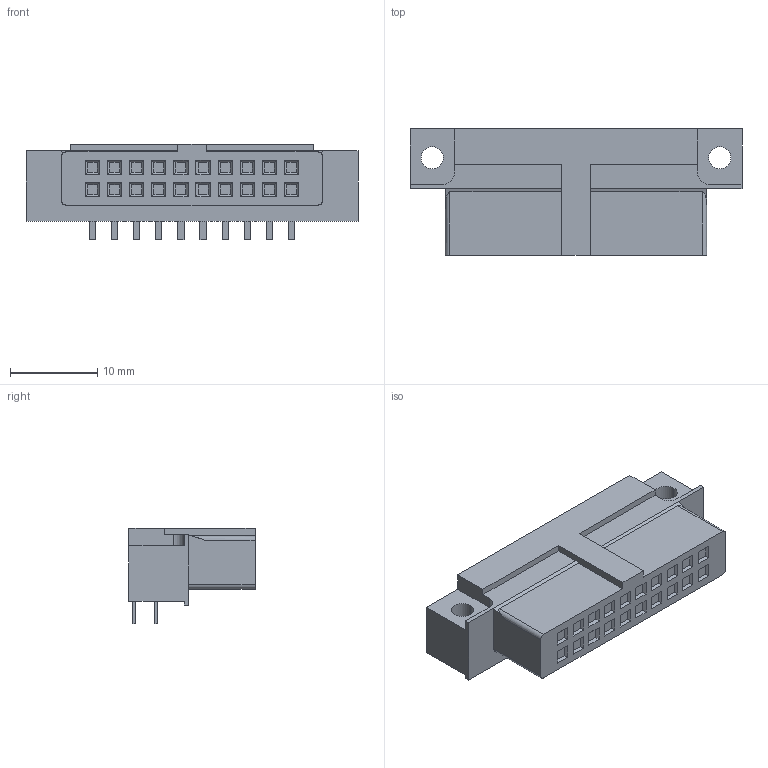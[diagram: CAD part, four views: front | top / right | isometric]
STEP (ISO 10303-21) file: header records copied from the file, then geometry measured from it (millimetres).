
FILE_DESCRIPTION(('FreeCAD Model'),'2;1');
FILE_NAME('3M-5120-B7A2XX.step', '2019-12-01T15:18:20',('kicad StepUp'),('ksu MCAD'), 'Open CASCADE STEP processor 7.3','FreeCAD','Unknown');
FILE_SCHEMA(('AUTOMOTIVE_DESIGN { 1 0 10303 214 1 1 1 1 }'));
Length unit declared in the file: millimetre
Products named in the file (1): 3M-5120-B7A2XX
Bounding box: 38.1 x 14.48 x 10.97 mm (x, y, z)
Volume: 3363.8 mm3; surface area: 2049.5 mm2
Topology: 1 solids, 1 shells, 238 faces, 586 edges, 390 vertices
Faces by surface type: plane 228, cylinder 10
Entity records: 8579 total; most frequent: CARTESIAN_POINT 1221, ORIENTED_EDGE 1172, DIRECTION 1080, EDGE_CURVE 586, LINE 566, VECTOR 566, VERTEX_POINT 390, FACE_BOUND 282
